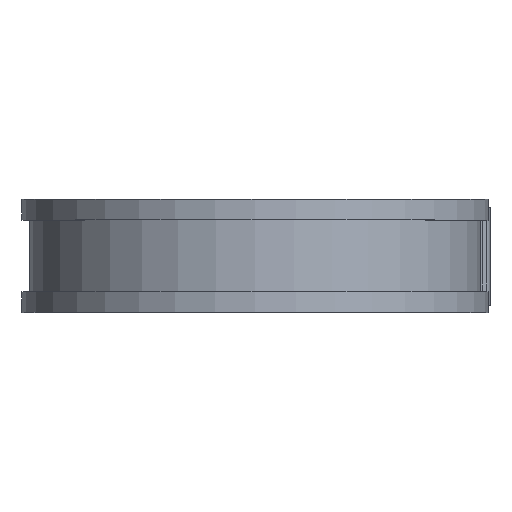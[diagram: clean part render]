
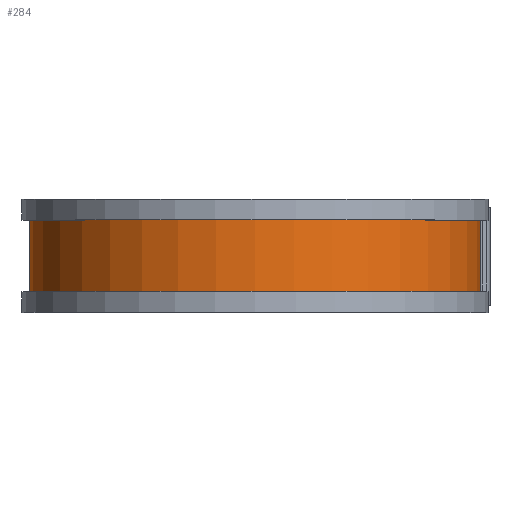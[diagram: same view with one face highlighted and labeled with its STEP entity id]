
A CAD part, top view. The second image highlights one B-rep face of the part: STEP entity #284.
In plain terms, the highlighted cylindrical face has radius 44.018 mm (diameter 88.036 mm), a partial arc.
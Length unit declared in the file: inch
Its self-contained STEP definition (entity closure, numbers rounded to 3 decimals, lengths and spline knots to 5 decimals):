
#5 = CARTESIAN_POINT ( 'NONE',  ( 0., 0.375, 0. ) ) ;
#26 = DIRECTION ( 'NONE',  ( 0., -1., 0. ) ) ;
#45 = VERTEX_POINT ( 'NONE', #632 ) ;
#56 = CYLINDRICAL_SURFACE ( 'NONE', #1100, 1.733 ) ;
#152 = DIRECTION ( 'NONE',  ( 0., 0., -1. ) ) ;
#167 = DIRECTION ( 'NONE',  ( 0., -1., 0. ) ) ;
#191 = CARTESIAN_POINT ( 'NONE',  ( 1.733, -0.275, 0. ) ) ;
#215 = CARTESIAN_POINT ( 'NONE',  ( 0., 0.375, -1.733 ) ) ;
#217 = AXIS2_PLACEMENT_3D ( 'NONE', #408, #167, #152 ) ;
#227 = DIRECTION ( 'NONE',  ( 0., -1., 0. ) ) ;
#228 = VERTEX_POINT ( 'NONE', #873 ) ;
#284 = ADVANCED_FACE ( 'NONE', ( #1493 ), #56, .T. ) ;
#325 = LINE ( 'NONE', #1012, #1135 ) ;
#408 = CARTESIAN_POINT ( 'NONE',  ( 0., -0.275, 0. ) ) ;
#416 = CARTESIAN_POINT ( 'NONE',  ( 0., 0.275, 0. ) ) ;
#431 = VERTEX_POINT ( 'NONE', #191 ) ;
#518 = CIRCLE ( 'NONE', #217, 1.733 ) ;
#562 = EDGE_CURVE ( 'NONE', #1291, #45, #845, .T. ) ;
#630 = CARTESIAN_POINT ( 'NONE',  ( 0., 0.275, -1.733 ) ) ;
#632 = CARTESIAN_POINT ( 'NONE',  ( 0., -0.275, -1.733 ) ) ;
#642 = DIRECTION ( 'NONE',  ( 0., -1., 0. ) ) ;
#650 = DIRECTION ( 'NONE',  ( 0., 0., -1. ) ) ;
#664 = EDGE_CURVE ( 'NONE', #228, #431, #325, .T. ) ;
#670 = DIRECTION ( 'NONE',  ( 0., 0., -1. ) ) ;
#703 = EDGE_LOOP ( 'NONE', ( #1554, #1248, #1732, #1146 ) ) ;
#707 = EDGE_CURVE ( 'NONE', #228, #1291, #1209, .T. ) ;
#755 = EDGE_CURVE ( 'NONE', #431, #45, #518, .T. ) ;
#845 = LINE ( 'NONE', #215, #902 ) ;
#873 = CARTESIAN_POINT ( 'NONE',  ( 1.733, 0.275, 0. ) ) ;
#902 = VECTOR ( 'NONE', #227, 39.37008 ) ;
#1012 = CARTESIAN_POINT ( 'NONE',  ( 1.733, 0.375, 0. ) ) ;
#1022 = DIRECTION ( 'NONE',  ( 0., -1., 0. ) ) ;
#1100 = AXIS2_PLACEMENT_3D ( 'NONE', #5, #26, #670 ) ;
#1135 = VECTOR ( 'NONE', #1022, 39.37008 ) ;
#1146 = ORIENTED_EDGE ( 'NONE', *, *, #755, .F. ) ;
#1209 = CIRCLE ( 'NONE', #1751, 1.733 ) ;
#1248 = ORIENTED_EDGE ( 'NONE', *, *, #707, .T. ) ;
#1291 = VERTEX_POINT ( 'NONE', #630 ) ;
#1493 = FACE_OUTER_BOUND ( 'NONE', #703, .T. ) ;
#1554 = ORIENTED_EDGE ( 'NONE', *, *, #664, .F. ) ;
#1732 = ORIENTED_EDGE ( 'NONE', *, *, #562, .T. ) ;
#1751 = AXIS2_PLACEMENT_3D ( 'NONE', #416, #642, #650 ) ;
